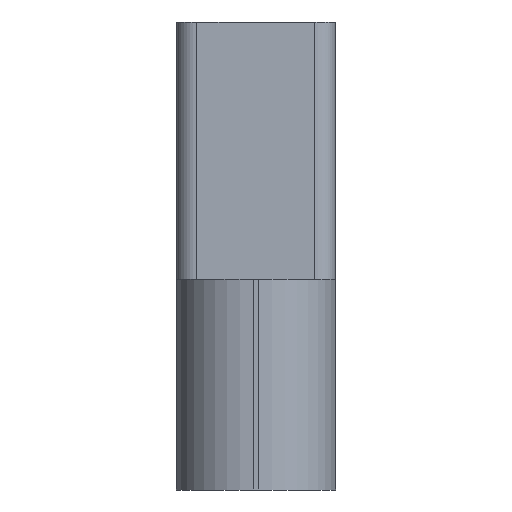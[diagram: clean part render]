
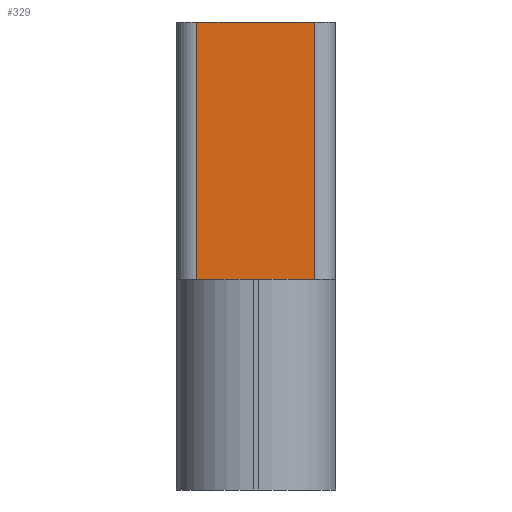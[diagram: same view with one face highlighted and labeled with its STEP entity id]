
A CAD part, front view. The second image highlights one B-rep face of the part: STEP entity #329.
In plain terms, the highlighted planar face has unit normal (0, -1, 0).
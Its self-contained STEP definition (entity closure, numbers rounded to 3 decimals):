
#17=PLANE('',#367);
#29=FACE_OUTER_BOUND('',#47,.T.);
#47=EDGE_LOOP('',(#241,#242,#243,#244));
#68=LINE('',#519,#100);
#69=LINE('',#523,#101);
#70=LINE('',#527,#102);
#71=LINE('',#528,#103);
#100=VECTOR('',#414,10.);
#101=VECTOR('',#419,10.);
#102=VECTOR('',#424,10.);
#103=VECTOR('',#425,10.);
#150=VERTEX_POINT('',#516);
#151=VERTEX_POINT('',#518);
#152=VERTEX_POINT('',#522);
#153=VERTEX_POINT('',#526);
#184=EDGE_CURVE('',#150,#151,#68,.T.);
#186=EDGE_CURVE('',#151,#152,#69,.T.);
#188=EDGE_CURVE('',#153,#150,#70,.T.);
#189=EDGE_CURVE('',#152,#153,#71,.T.);
#241=ORIENTED_EDGE('',*,*,#186,.F.);
#242=ORIENTED_EDGE('',*,*,#184,.F.);
#243=ORIENTED_EDGE('',*,*,#188,.F.);
#244=ORIENTED_EDGE('',*,*,#189,.F.);
#329=ADVANCED_FACE('',(#29),#17,.T.);
#367=AXIS2_PLACEMENT_3D('',#525,#422,#423);
#414=DIRECTION('',(1.,0.,0.));
#419=DIRECTION('',(0.,0.,-1.));
#422=DIRECTION('center_axis',(0.,-1.,0.));
#423=DIRECTION('ref_axis',(1.,0.,0.));
#424=DIRECTION('',(0.,0.,1.));
#425=DIRECTION('',(-1.,0.,0.));
#516=CARTESIAN_POINT('',(75.2,23.228,4.55));
#518=CARTESIAN_POINT('',(76.345,23.228,4.55));
#519=CARTESIAN_POINT('',(75.,23.228,4.55));
#522=CARTESIAN_POINT('',(76.345,23.228,2.05));
#523=CARTESIAN_POINT('',(76.345,23.228,2.05));
#525=CARTESIAN_POINT('Origin',(75.,23.228,2.05));
#526=CARTESIAN_POINT('',(75.2,23.228,2.05));
#527=CARTESIAN_POINT('',(75.2,23.228,1.025));
#528=CARTESIAN_POINT('',(75.387,23.228,2.05));
